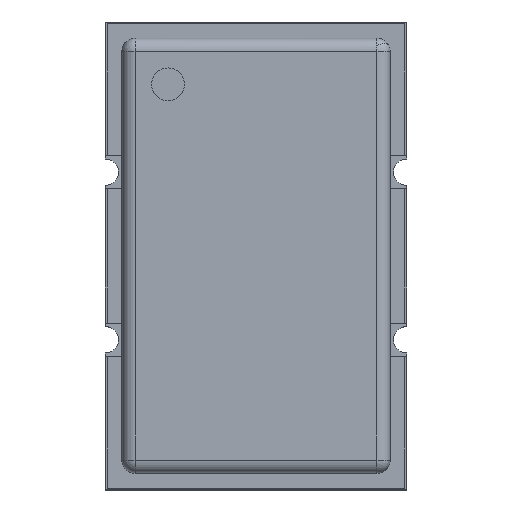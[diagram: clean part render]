
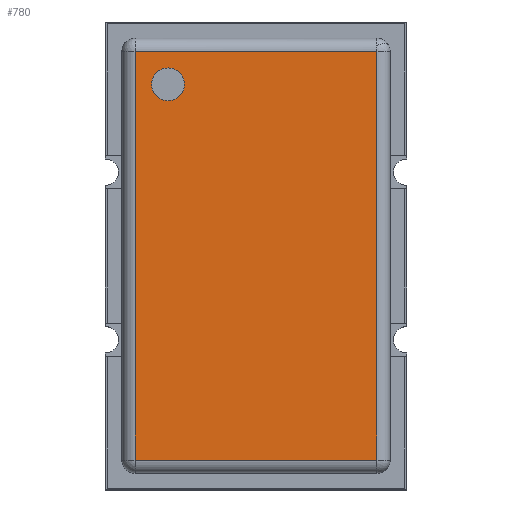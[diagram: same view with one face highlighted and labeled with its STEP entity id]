
A CAD part, top view. The second image highlights one B-rep face of the part: STEP entity #780.
In plain terms, the highlighted planar face has unit normal (0, 0, 1).
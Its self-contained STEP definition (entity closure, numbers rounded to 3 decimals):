
#212=CARTESIAN_POINT('',(-2.17,5.2,5.3));
#213=VERTEX_POINT('',#212);
#222=CARTESIAN_POINT('',(-3.17,5.2,5.3));
#223=VERTEX_POINT('',#222);
#224=CARTESIAN_POINT('',(-2.67,5.2,5.3));
#225=DIRECTION('',(0.0,0.0,-1.0));
#226=DIRECTION('',(1.0,0.0,0.0));
#227=AXIS2_PLACEMENT_3D('',#224,#225,#226);
#228=CIRCLE('',#227,0.5);
#229=EDGE_CURVE('',#223,#213,#228,.T.);
#263=CARTESIAN_POINT('',(-2.67,5.2,5.3));
#264=DIRECTION('',(0.0,0.0,-1.0));
#265=DIRECTION('',(1.0,0.0,0.0));
#266=AXIS2_PLACEMENT_3D('',#263,#264,#265);
#267=CIRCLE('',#266,0.5);
#268=EDGE_CURVE('',#213,#223,#267,.T.);
#299=CARTESIAN_POINT('',(3.67,-6.2,5.3));
#300=VERTEX_POINT('',#299);
#324=CARTESIAN_POINT('',(3.67,6.2,5.3));
#325=VERTEX_POINT('',#324);
#360=CARTESIAN_POINT('',(-3.67,-6.2,5.3));
#361=VERTEX_POINT('',#360);
#393=CARTESIAN_POINT('',(-3.67,6.2,5.3));
#394=VERTEX_POINT('',#393);
#468=CARTESIAN_POINT('',(-3.67,-6.2,5.3));
#469=DIRECTION('',(0.0,1.0,0.0));
#470=VECTOR('',#469,12.4);
#471=LINE('',#468,#470);
#472=EDGE_CURVE('',#361,#394,#471,.T.);
#491=CARTESIAN_POINT('',(-3.67,6.2,5.3));
#492=DIRECTION('',(1.0,0.0,0.0));
#493=VECTOR('',#492,7.34);
#494=LINE('',#491,#493);
#495=EDGE_CURVE('',#394,#325,#494,.T.);
#545=CARTESIAN_POINT('',(3.67,-6.2,5.3));
#546=DIRECTION('',(-1.0,0.0,0.0));
#547=VECTOR('',#546,7.34);
#548=LINE('',#545,#547);
#549=EDGE_CURVE('',#300,#361,#548,.T.);
#600=CARTESIAN_POINT('',(3.67,6.2,5.3));
#601=DIRECTION('',(0.0,-1.0,0.0));
#602=VECTOR('',#601,12.4);
#603=LINE('',#600,#602);
#604=EDGE_CURVE('',#325,#300,#603,.T.);
#765=CARTESIAN_POINT('',(0.0,0.,5.3));
#766=DIRECTION('',(0.0,0.0,1.0));
#767=DIRECTION('',(1.0,0.0,0.0));
#768=AXIS2_PLACEMENT_3D('',#765,#766,#767);
#769=PLANE('',#768);
#770=ORIENTED_EDGE('',*,*,#472,.F.);
#771=ORIENTED_EDGE('',*,*,#549,.F.);
#772=ORIENTED_EDGE('',*,*,#604,.F.);
#773=ORIENTED_EDGE('',*,*,#495,.F.);
#774=EDGE_LOOP('',(#770,#771,#772,#773));
#775=FACE_OUTER_BOUND('',#774,.T.);
#776=ORIENTED_EDGE('',*,*,#268,.T.);
#777=ORIENTED_EDGE('',*,*,#229,.T.);
#778=EDGE_LOOP('',(#776,#777));
#779=FACE_BOUND('',#778,.T.);
#780=ADVANCED_FACE('',(#775,#779),#769,.T.);
